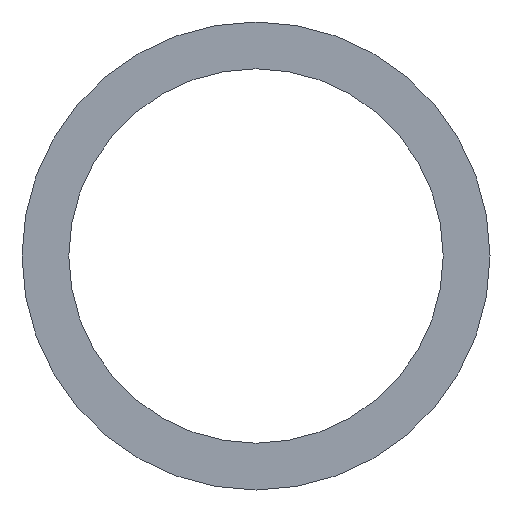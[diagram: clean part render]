
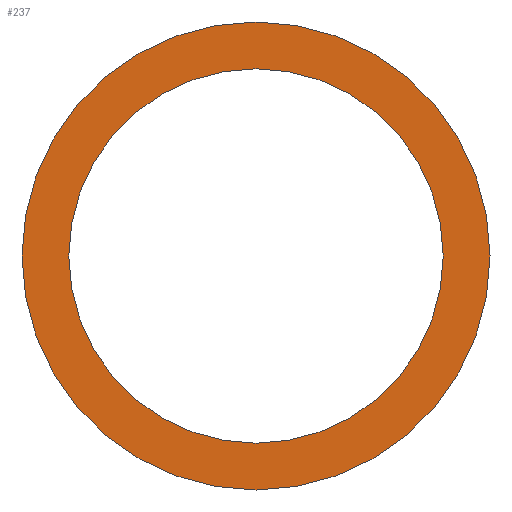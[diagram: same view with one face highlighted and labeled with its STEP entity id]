
A CAD part, front view. The second image highlights one B-rep face of the part: STEP entity #237.
In plain terms, the highlighted planar face has unit normal (0, -1, 0).
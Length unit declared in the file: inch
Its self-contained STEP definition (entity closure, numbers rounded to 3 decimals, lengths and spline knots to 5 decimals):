
#12 = EDGE_CURVE ( 'NONE', #116, #143, #156, .T. ) ;
#39 = EDGE_CURVE ( 'NONE', #159, #77, #198, .T. ) ;
#49 = DIRECTION ( 'NONE',  ( 0., 0., 1. ) ) ;
#50 = DIRECTION ( 'NONE',  ( 0., 1., 0. ) ) ;
#53 = ORIENTED_EDGE ( 'NONE', *, *, #70, .T. ) ;
#56 = PLANE ( 'NONE',  #250 ) ;
#57 = EDGE_CURVE ( 'NONE', #143, #116, #151, .T. ) ;
#64 = CARTESIAN_POINT ( 'NONE',  ( 0., 0., 0. ) ) ;
#70 = EDGE_CURVE ( 'NONE', #77, #159, #207, .T. ) ;
#73 = CARTESIAN_POINT ( 'NONE',  ( 0., 0., 0.1875 ) ) ;
#77 = VERTEX_POINT ( 'NONE', #127 ) ;
#78 = AXIS2_PLACEMENT_3D ( 'NONE', #122, #118, #117 ) ;
#79 = CARTESIAN_POINT ( 'NONE',  ( 0., 0., -0.15 ) ) ;
#86 = EDGE_LOOP ( 'NONE', ( #108, #53 ) ) ;
#89 = ORIENTED_EDGE ( 'NONE', *, *, #57, .F. ) ;
#101 = DIRECTION ( 'NONE',  ( 0., 0., 1. ) ) ;
#102 = ORIENTED_EDGE ( 'NONE', *, *, #12, .F. ) ;
#103 = DIRECTION ( 'NONE',  ( 0., 1., 0. ) ) ;
#105 = CARTESIAN_POINT ( 'NONE',  ( 0., 0., 0. ) ) ;
#108 = ORIENTED_EDGE ( 'NONE', *, *, #39, .T. ) ;
#109 = AXIS2_PLACEMENT_3D ( 'NONE', #105, #103, #101 ) ;
#116 = VERTEX_POINT ( 'NONE', #153 ) ;
#117 = DIRECTION ( 'NONE',  ( 0., 0., 1. ) ) ;
#118 = DIRECTION ( 'NONE',  ( 0., 1., 0. ) ) ;
#122 = CARTESIAN_POINT ( 'NONE',  ( 0., 0., 0. ) ) ;
#127 = CARTESIAN_POINT ( 'NONE',  ( 0., 0., 0.15 ) ) ;
#133 = EDGE_LOOP ( 'NONE', ( #102, #89 ) ) ;
#139 = AXIS2_PLACEMENT_3D ( 'NONE', #170, #166, #155 ) ;
#143 = VERTEX_POINT ( 'NONE', #73 ) ;
#147 = DIRECTION ( 'NONE',  ( 0., 1., 0. ) ) ;
#151 = CIRCLE ( 'NONE', #78, 0.1875 ) ;
#153 = CARTESIAN_POINT ( 'NONE',  ( 0., 0., -0.1875 ) ) ;
#155 = DIRECTION ( 'NONE',  ( 0., 0., 1. ) ) ;
#156 = CIRCLE ( 'NONE', #235, 0.1875 ) ;
#159 = VERTEX_POINT ( 'NONE', #79 ) ;
#166 = DIRECTION ( 'NONE',  ( 0., 1., 0. ) ) ;
#170 = CARTESIAN_POINT ( 'NONE',  ( 0., 0., 0. ) ) ;
#177 = CARTESIAN_POINT ( 'NONE',  ( 0., 0., 0. ) ) ;
#198 = CIRCLE ( 'NONE', #139, 0.15 ) ;
#207 = CIRCLE ( 'NONE', #109, 0.15 ) ;
#233 = FACE_OUTER_BOUND ( 'NONE', #133, .T. ) ;
#235 = AXIS2_PLACEMENT_3D ( 'NONE', #177, #147, #238 ) ;
#237 = ADVANCED_FACE ( 'NONE', ( #233, #243 ), #56, .F. ) ;
#238 = DIRECTION ( 'NONE',  ( 0., 0., 1. ) ) ;
#243 = FACE_BOUND ( 'NONE', #86, .T. ) ;
#250 = AXIS2_PLACEMENT_3D ( 'NONE', #64, #50, #49 ) ;
